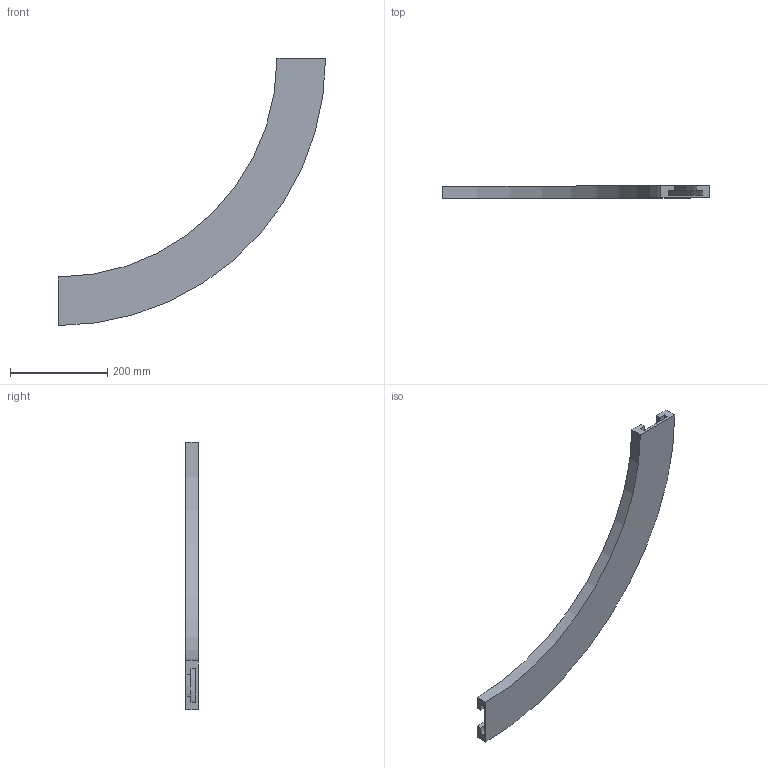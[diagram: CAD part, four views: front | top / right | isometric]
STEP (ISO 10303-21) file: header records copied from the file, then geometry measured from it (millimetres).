
FILE_DESCRIPTION (( 'STEP AP214' ), '1' );
FILE_NAME ('Rexnord-KTU FOR SINGLE HINGE CHAINS-VERSION KTU 013 787.00.02.STEP', '2019-01-07T08:20:15', ( '' ), ( '' ), 'SwSTEP 2.0', 'SolidWorks 2018', '' );
FILE_SCHEMA (( 'AUTOMOTIVE_DESIGN' ));
Length unit declared in the file: millimetre
Products named in the file (2): KTU FOR SINGLE HINGE CHAINS_1; Rexnord-KTU FOR SINGLE HINGE CHAINS-VERSION KTU 013 787.00.02
Assembly tree (1 placements, depth 2):
  Rexnord-KTU FOR SINGLE HINGE CHAINS-VERSION KTU 013 787.00.02
    KTU FOR SINGLE HINGE CHAINS_1
Bounding box: 550.1 x 25 x 550.1 mm (x, y, z)
Volume: 1060557.5 mm3; surface area: 269803.4 mm2
Topology: 1 solids, 1 shells, 26 faces, 72 edges, 48 vertices
Faces by surface type: plane 20, cylinder 6
Entity records: 894 total; most frequent: CARTESIAN_POINT 150, DIRECTION 144, ORIENTED_EDGE 144, EDGE_CURVE 72, VECTOR 60, LINE 60, VERTEX_POINT 48, AXIS2_PLACEMENT_3D 42
